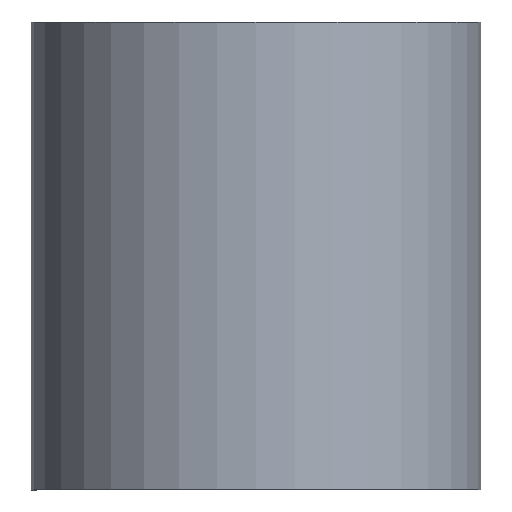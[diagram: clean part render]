
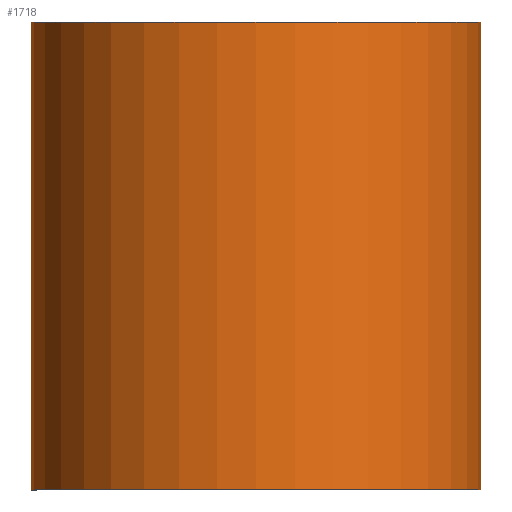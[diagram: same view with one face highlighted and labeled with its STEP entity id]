
A CAD part, top view. The second image highlights one B-rep face of the part: STEP entity #1718.
In plain terms, the highlighted cylindrical face has radius 24.075 mm (diameter 48.15 mm), a partial arc.
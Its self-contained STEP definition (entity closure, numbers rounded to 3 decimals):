
#23 = CARTESIAN_POINT ( 'NONE',  ( -24.35, 50., 0. ) ) ;
#74 = DIRECTION ( 'NONE',  ( 0., -1., 0. ) ) ;
#88 = CARTESIAN_POINT ( 'NONE',  ( -0.275, 0., 0. ) ) ;
#168 = CARTESIAN_POINT ( 'NONE',  ( -24.35, 0., 0. ) ) ;
#211 = CARTESIAN_POINT ( 'NONE',  ( -0.275, 50., 0. ) ) ;
#222 = CARTESIAN_POINT ( 'NONE',  ( -0.275, 50., 0. ) ) ;
#223 = DIRECTION ( 'NONE',  ( 1., 0., 0. ) ) ;
#274 = CARTESIAN_POINT ( 'NONE',  ( 23.8, 0., 0. ) ) ;
#474 = CIRCLE ( 'NONE', #1193, 24.075 ) ;
#555 = VERTEX_POINT ( 'NONE', #168 ) ;
#596 = FACE_OUTER_BOUND ( 'NONE', #1313, .T. ) ;
#615 = AXIS2_PLACEMENT_3D ( 'NONE', #211, #1437, #223 ) ;
#730 = LINE ( 'NONE', #899, #1165 ) ;
#743 = ORIENTED_EDGE ( 'NONE', *, *, #764, .F. ) ;
#759 = DIRECTION ( 'NONE',  ( 0., -1., 0. ) ) ;
#764 = EDGE_CURVE ( 'NONE', #1136, #555, #474, .T. ) ;
#771 = DIRECTION ( 'NONE',  ( 0., 0., -1. ) ) ;
#845 = VERTEX_POINT ( 'NONE', #23 ) ;
#899 = CARTESIAN_POINT ( 'NONE',  ( 23.8, 50., 0. ) ) ;
#961 = EDGE_CURVE ( 'NONE', #1558, #845, #1157, .T. ) ;
#1136 = VERTEX_POINT ( 'NONE', #274 ) ;
#1139 = DIRECTION ( 'NONE',  ( 1., 0., 0. ) ) ;
#1157 = CIRCLE ( 'NONE', #615, 24.075 ) ;
#1165 = VECTOR ( 'NONE', #1610, 1000. ) ;
#1193 = AXIS2_PLACEMENT_3D ( 'NONE', #88, #2026, #1139 ) ;
#1282 = CARTESIAN_POINT ( 'NONE',  ( -24.35, 50., 0. ) ) ;
#1294 = LINE ( 'NONE', #1282, #2007 ) ;
#1313 = EDGE_LOOP ( 'NONE', ( #743, #1541, #2127, #2108 ) ) ;
#1386 = AXIS2_PLACEMENT_3D ( 'NONE', #222, #74, #771 ) ;
#1437 = DIRECTION ( 'NONE',  ( 0., -1., 0. ) ) ;
#1541 = ORIENTED_EDGE ( 'NONE', *, *, #1869, .F. ) ;
#1558 = VERTEX_POINT ( 'NONE', #1833 ) ;
#1610 = DIRECTION ( 'NONE',  ( 0., -1., 0. ) ) ;
#1640 = CYLINDRICAL_SURFACE ( 'NONE', #1386, 24.075 ) ;
#1698 = EDGE_CURVE ( 'NONE', #845, #555, #1294, .T. ) ;
#1718 = ADVANCED_FACE ( 'NONE', ( #596 ), #1640, .T. ) ;
#1833 = CARTESIAN_POINT ( 'NONE',  ( 23.8, 50., 0. ) ) ;
#1869 = EDGE_CURVE ( 'NONE', #1558, #1136, #730, .T. ) ;
#2007 = VECTOR ( 'NONE', #759, 1000. ) ;
#2026 = DIRECTION ( 'NONE',  ( 0., -1., 0. ) ) ;
#2108 = ORIENTED_EDGE ( 'NONE', *, *, #1698, .T. ) ;
#2127 = ORIENTED_EDGE ( 'NONE', *, *, #961, .T. ) ;
